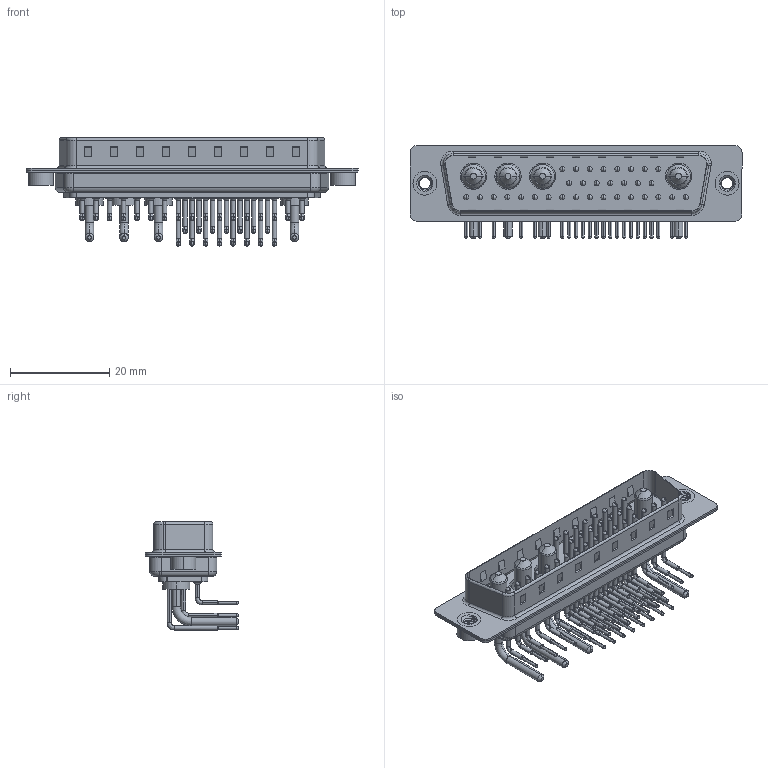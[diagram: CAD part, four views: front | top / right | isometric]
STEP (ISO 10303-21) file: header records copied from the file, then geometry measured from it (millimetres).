
FILE_DESCRIPTION (( 'STEP AP203' ), '1' );
FILE_NAME ('629-36W4640-1N2.STEP', '2022-05-18T05:42:02', ( '' ), ( '' ), 'SwSTEP 2.0', 'SolidWorks 2020', '' );
FILE_SCHEMA (( 'CONFIG_CONTROL_DESIGN' ));
Length unit declared in the file: millimetre
Products named in the file (9): 629Combo Contact Row 2_50 Contacts; 629Combo Contact Row 1_50 Contacts; 629Combo Threaded Rivet_2; Power Pin_10A RA 50; 629Combo Contact Row 3; 629Combo Shell Rear_50 Contacts; 629Combo Housing_36W4; 629Combo Shell Front_50 Contacts; 629-36W4640-1N2
Assembly tree (41 placements, depth 2):
  629-36W4640-1N2
    629Combo Housing_36W4
    629Combo Shell Rear_50 Contacts
    629Combo Shell Front_50 Contacts
    629Combo Threaded Rivet_2  x2
    Power Pin_10A RA 50  x4
    629Combo Contact Row 1_50 Contacts  x8
    629Combo Contact Row 2_50 Contacts  x7
    629Combo Contact Row 3  x17
Bounding box: 67 x 18.8 x 21.83 mm (x, y, z)
Volume: 5159.7 mm3; surface area: 12177.4 mm2
Topology: 45 solids, 45 shells, 4104 faces, 11361 edges, 7370 vertices
Faces by surface type: plane 2291, cylinder 1377, bspline 202, cone 168, torus 66
Entity records: 34193 total; most frequent: CARTESIAN_POINT 7085, DIRECTION 5519, ORIENTED_EDGE 5088, EDGE_CURVE 2544, AXIS2_PLACEMENT_3D 2005, VERTEX_POINT 1650, VECTOR 1509, LINE 1509
